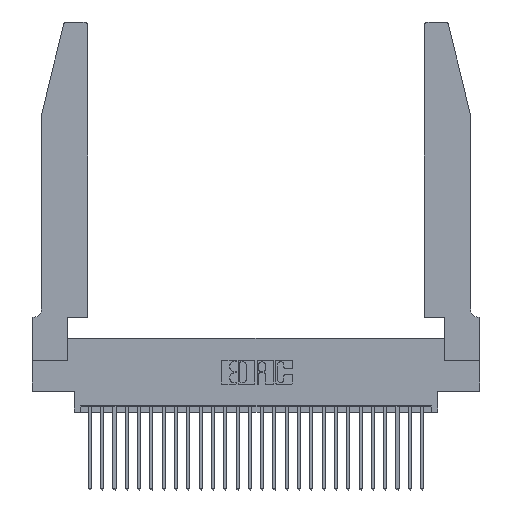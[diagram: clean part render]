
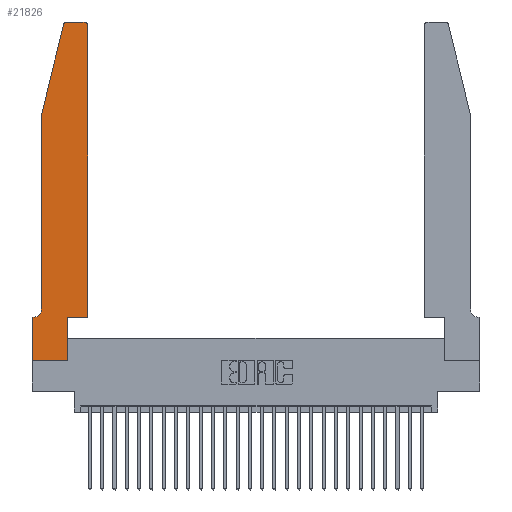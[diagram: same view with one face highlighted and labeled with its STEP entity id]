
A CAD part, top view. The second image highlights one B-rep face of the part: STEP entity #21826.
In plain terms, the highlighted planar face has unit normal (0, 0, 1).
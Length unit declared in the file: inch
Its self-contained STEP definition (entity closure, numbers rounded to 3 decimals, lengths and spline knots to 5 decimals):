
#78 = VERTEX_POINT ( 'NONE', #10905 ) ;
#81 = LINE ( 'NONE', #5005, #16759 ) ;
#136 = EDGE_LOOP ( 'NONE', ( #25994, #4393, #27206, #3394, #5587, #7378, #18662, #13931, #19440, #26247, #1151, #19878 ) ) ;
#306 = CARTESIAN_POINT ( 'NONE',  ( 0.4205, 2.72, 0.37 ) ) ;
#518 = VERTEX_POINT ( 'NONE', #2276 ) ;
#665 = AXIS2_PLACEMENT_3D ( 'NONE', #5177, #20808, #7475 ) ;
#712 = DIRECTION ( 'NONE',  ( 0., 0., -1. ) ) ;
#922 = DIRECTION ( 'NONE',  ( 1., 0., 0. ) ) ;
#1151 = ORIENTED_EDGE ( 'NONE', *, *, #22508, .T. ) ;
#1724 = AXIS2_PLACEMENT_3D ( 'NONE', #306, #16156, #2604 ) ;
#1897 = VECTOR ( 'NONE', #922, 39.37008 ) ;
#2276 = CARTESIAN_POINT ( 'NONE',  ( 0.4505, 2.72, 0.37 ) ) ;
#2382 = VECTOR ( 'NONE', #13697, 39.37008 ) ;
#2418 = DIRECTION ( 'NONE',  ( -1., 0., 0. ) ) ;
#2461 = LINE ( 'NONE', #15986, #19706 ) ;
#2604 = DIRECTION ( 'NONE',  ( 1., 0., 0. ) ) ;
#3267 = VERTEX_POINT ( 'NONE', #5510 ) ;
#3394 = ORIENTED_EDGE ( 'NONE', *, *, #6709, .T. ) ;
#3435 = DIRECTION ( 'NONE',  ( -0.239, -0.971, 0. ) ) ;
#4207 = EDGE_CURVE ( 'NONE', #10233, #78, #8481, .T. ) ;
#4255 = CARTESIAN_POINT ( 'NONE',  ( 0.4505, 0.35, 0.37 ) ) ;
#4393 = ORIENTED_EDGE ( 'NONE', *, *, #14995, .T. ) ;
#4534 = EDGE_CURVE ( 'NONE', #23675, #10575, #17895, .T. ) ;
#5005 = CARTESIAN_POINT ( 'NONE',  ( 0.0755, 2., 0.37 ) ) ;
#5177 = CARTESIAN_POINT ( 'NONE',  ( 0., 0.35, 0.37 ) ) ;
#5510 = CARTESIAN_POINT ( 'NONE',  ( 0.2865, 0., 0.37 ) ) ;
#5587 = ORIENTED_EDGE ( 'NONE', *, *, #23366, .T. ) ;
#5956 = VERTEX_POINT ( 'NONE', #6939 ) ;
#5971 = VECTOR ( 'NONE', #3435, 39.37008 ) ;
#6115 = CARTESIAN_POINT ( 'NONE',  ( 0.4505, 0.35, 0.37 ) ) ;
#6709 = EDGE_CURVE ( 'NONE', #10575, #5956, #81, .T. ) ;
#6823 = EDGE_CURVE ( 'NONE', #9358, #13010, #24862, .T. ) ;
#6939 = CARTESIAN_POINT ( 'NONE',  ( 0.0755, 0.42, 0.37 ) ) ;
#7301 = DIRECTION ( 'NONE',  ( 0., -1., 0. ) ) ;
#7378 = ORIENTED_EDGE ( 'NONE', *, *, #18639, .T. ) ;
#7475 = DIRECTION ( 'NONE',  ( 1., 0., 0. ) ) ;
#7886 = CARTESIAN_POINT ( 'NONE',  ( 0.284, 2.72, 0.37 ) ) ;
#8018 = EDGE_CURVE ( 'NONE', #22300, #8724, #19176, .T. ) ;
#8481 = LINE ( 'NONE', #22362, #2382 ) ;
#8724 = VERTEX_POINT ( 'NONE', #11327 ) ;
#9154 = CIRCLE ( 'NONE', #26766, 0.07 ) ;
#9358 = VERTEX_POINT ( 'NONE', #22235 ) ;
#10192 = DIRECTION ( 'NONE',  ( 1., 0., 0. ) ) ;
#10233 = VERTEX_POINT ( 'NONE', #23507 ) ;
#10575 = VERTEX_POINT ( 'NONE', #11514 ) ;
#10905 = CARTESIAN_POINT ( 'NONE',  ( 0., 0., 0.37 ) ) ;
#11327 = CARTESIAN_POINT ( 'NONE',  ( 0.284, 2.75, 0.37 ) ) ;
#11514 = CARTESIAN_POINT ( 'NONE',  ( 0.0755, 2., 0.37 ) ) ;
#12288 = CIRCLE ( 'NONE', #22462, 0.03 ) ;
#12629 = VECTOR ( 'NONE', #16592, 39.37008 ) ;
#12750 = DIRECTION ( 'NONE',  ( 1., 0., 0. ) ) ;
#12923 = CIRCLE ( 'NONE', #1724, 0.03 ) ;
#13010 = VERTEX_POINT ( 'NONE', #6115 ) ;
#13697 = DIRECTION ( 'NONE',  ( 0., -1., 0. ) ) ;
#13931 = ORIENTED_EDGE ( 'NONE', *, *, #15559, .T. ) ;
#14357 = CARTESIAN_POINT ( 'NONE',  ( 0.0055, 0.42, 0.37 ) ) ;
#14995 = EDGE_CURVE ( 'NONE', #8724, #23675, #12288, .T. ) ;
#15559 = EDGE_CURVE ( 'NONE', #78, #3267, #16059, .T. ) ;
#15986 = CARTESIAN_POINT ( 'NONE',  ( 0.0755, 0.35, 0.37 ) ) ;
#16059 = LINE ( 'NONE', #25787, #26903 ) ;
#16156 = DIRECTION ( 'NONE',  ( 0., 0., 1. ) ) ;
#16207 = VECTOR ( 'NONE', #26470, 39.37008 ) ;
#16394 = CARTESIAN_POINT ( 'NONE',  ( 0.4205, 2.75, 0.37 ) ) ;
#16417 = PLANE ( 'NONE',  #665 ) ;
#16543 = DIRECTION ( 'NONE',  ( -1., 0., 0. ) ) ;
#16592 = DIRECTION ( 'NONE',  ( -1., 0., 0. ) ) ;
#16759 = VECTOR ( 'NONE', #7301, 39.37008 ) ;
#17895 = LINE ( 'NONE', #27831, #5971 ) ;
#18639 = EDGE_CURVE ( 'NONE', #24498, #10233, #2461, .T. ) ;
#18662 = ORIENTED_EDGE ( 'NONE', *, *, #4207, .T. ) ;
#19176 = LINE ( 'NONE', #25093, #12629 ) ;
#19440 = ORIENTED_EDGE ( 'NONE', *, *, #19752, .T. ) ;
#19693 = CARTESIAN_POINT ( 'NONE',  ( 0.25487, 2.72718, 0.37 ) ) ;
#19706 = VECTOR ( 'NONE', #2418, 39.37008 ) ;
#19752 = EDGE_CURVE ( 'NONE', #3267, #9358, #22654, .T. ) ;
#19878 = ORIENTED_EDGE ( 'NONE', *, *, #27389, .T. ) ;
#20808 = DIRECTION ( 'NONE',  ( 0., 0., 1. ) ) ;
#21826 = ADVANCED_FACE ( 'NONE', ( #23341 ), #16417, .T. ) ;
#22103 = DIRECTION ( 'NONE',  ( 0., 1., 0. ) ) ;
#22144 = CARTESIAN_POINT ( 'NONE',  ( 0.2865, 0.35, 0.37 ) ) ;
#22235 = CARTESIAN_POINT ( 'NONE',  ( 0.2865, 0.35, 0.37 ) ) ;
#22300 = VERTEX_POINT ( 'NONE', #16394 ) ;
#22362 = CARTESIAN_POINT ( 'NONE',  ( 0., 0., 0.37 ) ) ;
#22462 = AXIS2_PLACEMENT_3D ( 'NONE', #7886, #23344, #10192 ) ;
#22508 = EDGE_CURVE ( 'NONE', #13010, #518, #23638, .T. ) ;
#22654 = LINE ( 'NONE', #22144, #16207 ) ;
#22834 = CARTESIAN_POINT ( 'NONE',  ( 0.0055, 0.35, 0.37 ) ) ;
#23160 = CARTESIAN_POINT ( 'NONE',  ( 0.4505, 0.35, 0.37 ) ) ;
#23341 = FACE_OUTER_BOUND ( 'NONE', #136, .T. ) ;
#23344 = DIRECTION ( 'NONE',  ( 0., 0., 1. ) ) ;
#23366 = EDGE_CURVE ( 'NONE', #5956, #24498, #9154, .T. ) ;
#23507 = CARTESIAN_POINT ( 'NONE',  ( 0., 0.35, 0.37 ) ) ;
#23638 = LINE ( 'NONE', #4255, #28704 ) ;
#23675 = VERTEX_POINT ( 'NONE', #19693 ) ;
#24498 = VERTEX_POINT ( 'NONE', #22834 ) ;
#24862 = LINE ( 'NONE', #23160, #1897 ) ;
#25093 = CARTESIAN_POINT ( 'NONE',  ( 0.2605, 2.75, 0.37 ) ) ;
#25787 = CARTESIAN_POINT ( 'NONE',  ( 0., 0., 0.37 ) ) ;
#25994 = ORIENTED_EDGE ( 'NONE', *, *, #8018, .T. ) ;
#26247 = ORIENTED_EDGE ( 'NONE', *, *, #6823, .T. ) ;
#26470 = DIRECTION ( 'NONE',  ( 0., 1., 0. ) ) ;
#26766 = AXIS2_PLACEMENT_3D ( 'NONE', #14357, #712, #16543 ) ;
#26903 = VECTOR ( 'NONE', #12750, 39.37008 ) ;
#27206 = ORIENTED_EDGE ( 'NONE', *, *, #4534, .T. ) ;
#27389 = EDGE_CURVE ( 'NONE', #518, #22300, #12923, .T. ) ;
#27831 = CARTESIAN_POINT ( 'NONE',  ( 0.0755, 2., 0.37 ) ) ;
#28704 = VECTOR ( 'NONE', #22103, 39.37008 ) ;
